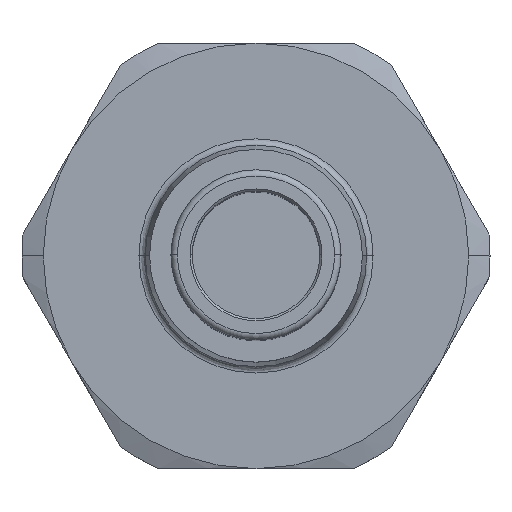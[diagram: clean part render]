
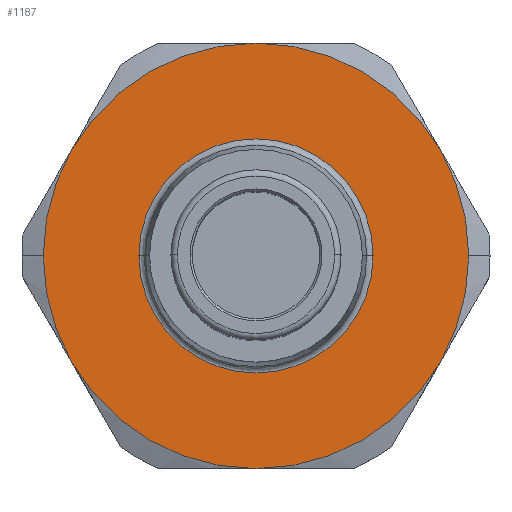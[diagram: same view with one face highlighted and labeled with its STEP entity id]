
A CAD part, top view. The second image highlights one B-rep face of the part: STEP entity #1187.
In plain terms, the highlighted planar face has unit normal (0, 0, 1).
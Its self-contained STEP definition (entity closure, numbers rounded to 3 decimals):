
#669=CARTESIAN_POINT('',(10.,0.,-13.4));
#670=VERTEX_POINT('',#669);
#686=CARTESIAN_POINT('',(8.66,5.,-13.4));
#687=VERTEX_POINT('',#686);
#701=CARTESIAN_POINT('',(0.,0.,-13.4));
#702=DIRECTION('',(0.0,0.0,1.0));
#703=DIRECTION('',(1.0,0.0,0.0));
#704=AXIS2_PLACEMENT_3D('',#701,#702,#703);
#705=CIRCLE('',#704,10.);
#706=EDGE_CURVE('',#670,#687,#705,.T.);
#716=CARTESIAN_POINT('',(-10.,0.,-13.4));
#717=VERTEX_POINT('',#716);
#726=CARTESIAN_POINT('',(-8.66,5.,-13.4));
#727=VERTEX_POINT('',#726);
#728=CARTESIAN_POINT('',(0.,0.,-13.4));
#729=DIRECTION('',(0.0,0.0,1.0));
#730=DIRECTION('',(1.0,0.0,0.0));
#731=AXIS2_PLACEMENT_3D('',#728,#729,#730);
#732=CIRCLE('',#731,10.);
#733=EDGE_CURVE('',#727,#717,#732,.T.);
#889=CARTESIAN_POINT('',(5.504,0.,-13.4));
#890=VERTEX_POINT('',#889);
#899=CARTESIAN_POINT('',(-5.504,0.,-13.4));
#900=VERTEX_POINT('',#899);
#908=CARTESIAN_POINT('',(0.,0.,-13.4));
#909=DIRECTION('',(0.0,0.0,1.0));
#910=DIRECTION('',(-1.0,0.0,0.0));
#911=AXIS2_PLACEMENT_3D('',#908,#909,#910);
#912=CIRCLE('',#911,5.504);
#913=EDGE_CURVE('',#900,#890,#912,.T.);
#1088=CARTESIAN_POINT('',(0.,0.,-13.4));
#1089=DIRECTION('',(0.0,0.0,1.0));
#1090=DIRECTION('',(-1.0,0.0,0.0));
#1091=AXIS2_PLACEMENT_3D('',#1088,#1089,#1090);
#1092=CIRCLE('',#1091,5.504);
#1093=EDGE_CURVE('',#890,#900,#1092,.T.);
#1124=CARTESIAN_POINT('',(0.,0.,-13.4));
#1125=DIRECTION('',(0.0,0.0,-1.0));
#1126=DIRECTION('',(-1.0,0.0,0.0));
#1127=AXIS2_PLACEMENT_3D('',#1124,#1125,#1126);
#1128=PLANE('',#1127);
#1129=ORIENTED_EDGE('',*,*,#733,.T.);
#1130=CARTESIAN_POINT('',(-8.66,-5.,-13.4));
#1131=VERTEX_POINT('',#1130);
#1132=CARTESIAN_POINT('',(0.,0.,-13.4));
#1133=DIRECTION('',(0.0,0.0,1.0));
#1134=DIRECTION('',(1.0,0.0,0.0));
#1135=AXIS2_PLACEMENT_3D('',#1132,#1133,#1134);
#1136=CIRCLE('',#1135,10.);
#1137=EDGE_CURVE('',#717,#1131,#1136,.T.);
#1138=ORIENTED_EDGE('',*,*,#1137,.T.);
#1139=CARTESIAN_POINT('',(0.,-10.,-13.4));
#1140=VERTEX_POINT('',#1139);
#1141=CARTESIAN_POINT('',(0.,0.,-13.4));
#1142=DIRECTION('',(0.0,0.0,1.0));
#1143=DIRECTION('',(1.0,0.0,0.0));
#1144=AXIS2_PLACEMENT_3D('',#1141,#1142,#1143);
#1145=CIRCLE('',#1144,10.);
#1146=EDGE_CURVE('',#1131,#1140,#1145,.T.);
#1147=ORIENTED_EDGE('',*,*,#1146,.T.);
#1148=CARTESIAN_POINT('',(8.66,-5.,-13.4));
#1149=VERTEX_POINT('',#1148);
#1150=CARTESIAN_POINT('',(0.,0.,-13.4));
#1151=DIRECTION('',(0.0,0.0,1.0));
#1152=DIRECTION('',(1.0,0.0,0.0));
#1153=AXIS2_PLACEMENT_3D('',#1150,#1151,#1152);
#1154=CIRCLE('',#1153,10.);
#1155=EDGE_CURVE('',#1140,#1149,#1154,.T.);
#1156=ORIENTED_EDGE('',*,*,#1155,.T.);
#1157=CARTESIAN_POINT('',(0.,0.,-13.4));
#1158=DIRECTION('',(0.0,0.0,1.0));
#1159=DIRECTION('',(1.0,0.0,0.0));
#1160=AXIS2_PLACEMENT_3D('',#1157,#1158,#1159);
#1161=CIRCLE('',#1160,10.);
#1162=EDGE_CURVE('',#1149,#670,#1161,.T.);
#1163=ORIENTED_EDGE('',*,*,#1162,.T.);
#1164=ORIENTED_EDGE('',*,*,#706,.T.);
#1165=CARTESIAN_POINT('',(0.,10.,-13.4));
#1166=VERTEX_POINT('',#1165);
#1167=CARTESIAN_POINT('',(0.,0.,-13.4));
#1168=DIRECTION('',(0.0,0.0,1.0));
#1169=DIRECTION('',(1.0,0.0,0.0));
#1170=AXIS2_PLACEMENT_3D('',#1167,#1168,#1169);
#1171=CIRCLE('',#1170,10.);
#1172=EDGE_CURVE('',#687,#1166,#1171,.T.);
#1173=ORIENTED_EDGE('',*,*,#1172,.T.);
#1174=CARTESIAN_POINT('',(0.,0.,-13.4));
#1175=DIRECTION('',(0.0,0.0,1.0));
#1176=DIRECTION('',(1.0,0.0,0.0));
#1177=AXIS2_PLACEMENT_3D('',#1174,#1175,#1176);
#1178=CIRCLE('',#1177,10.);
#1179=EDGE_CURVE('',#1166,#727,#1178,.T.);
#1180=ORIENTED_EDGE('',*,*,#1179,.T.);
#1181=EDGE_LOOP('',(#1129,#1138,#1147,#1156,#1163,#1164,#1173,#1180));
#1182=FACE_OUTER_BOUND('',#1181,.T.);
#1183=ORIENTED_EDGE('',*,*,#1093,.F.);
#1184=ORIENTED_EDGE('',*,*,#913,.F.);
#1185=EDGE_LOOP('',(#1183,#1184));
#1186=FACE_BOUND('',#1185,.T.);
#1187=ADVANCED_FACE('',(#1182,#1186),#1128,.F.);
